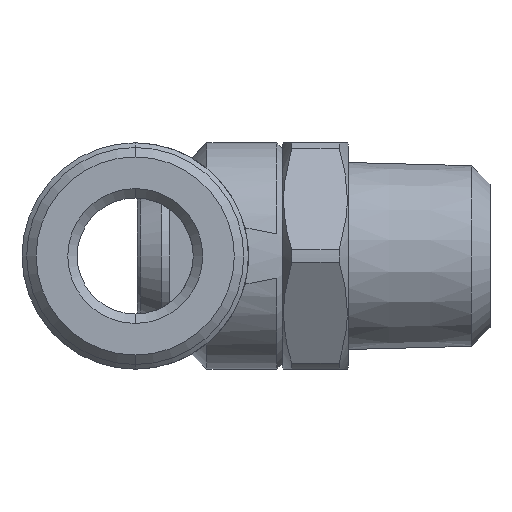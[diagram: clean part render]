
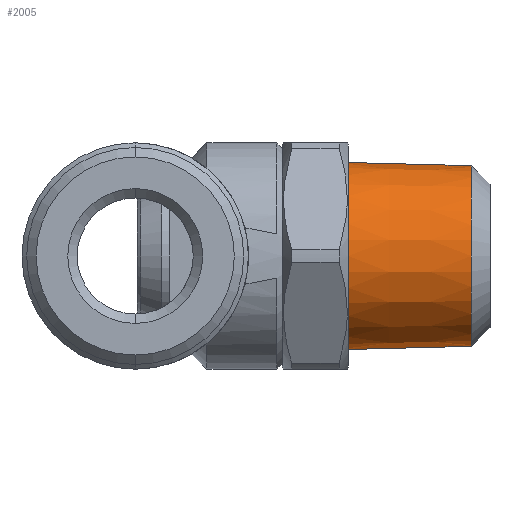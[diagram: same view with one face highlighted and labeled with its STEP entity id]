
A CAD part, left-side view. The second image highlights one B-rep face of the part: STEP entity #2005.
In plain terms, the highlighted conical face has half-angle 1.47 degrees and reference radius 4.954 mm.
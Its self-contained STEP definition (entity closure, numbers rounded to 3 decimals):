
#1 = VERTEX_POINT ( 'NONE', #1215 ) ;
#5 = VERTEX_POINT ( 'NONE', #1311 ) ;
#7 = VERTEX_POINT ( 'NONE', #1274 ) ;
#9 = VERTEX_POINT ( 'NONE', #1273 ) ;
#19 = EDGE_CURVE ( 'NONE', #5, #9, #1303, .T. ) ;
#24 = EDGE_CURVE ( 'NONE', #7, #1, #1315, .T. ) ;
#1109 = ORIENTED_EDGE ( 'NONE', *, *, #19, .F. ) ;
#1112 = EDGE_LOOP ( 'NONE', ( #1109, #1995, #1996, #1998 ) ) ;
#1215 = CARTESIAN_POINT ( 'NONE',  ( 0., -11.3, 4.954 ) ) ;
#1220 = DIRECTION ( 'NONE',  ( 0., 1., 0.026 ) ) ;
#1221 = VECTOR ( 'NONE', #1220, 1000. ) ;
#1222 = CARTESIAN_POINT ( 'NONE',  ( 0., -11.3, 4.954 ) ) ;
#1232 = DIRECTION ( 'NONE',  ( 0., 1., -0.026 ) ) ;
#1233 = VECTOR ( 'NONE', #1232, 1000. ) ;
#1234 = CARTESIAN_POINT ( 'NONE',  ( 0., -11.3, -4.954 ) ) ;
#1273 = CARTESIAN_POINT ( 'NONE',  ( 0., -11.3, -4.954 ) ) ;
#1274 = CARTESIAN_POINT ( 'NONE',  ( 0., -17.8, 4.787 ) ) ;
#1303 = LINE ( 'NONE', #1234, #1233 ) ;
#1311 = CARTESIAN_POINT ( 'NONE',  ( 0., -17.8, -4.787 ) ) ;
#1315 = LINE ( 'NONE', #1222, #1221 ) ;
#1978 = EDGE_CURVE ( 'NONE', #7, #5, #3434, .T. ) ;
#1979 = EDGE_CURVE ( 'NONE', #1, #9, #3430, .T. ) ;
#1995 = ORIENTED_EDGE ( 'NONE', *, *, #1978, .F. ) ;
#1996 = ORIENTED_EDGE ( 'NONE', *, *, #24, .T. ) ;
#1998 = ORIENTED_EDGE ( 'NONE', *, *, #1979, .T. ) ;
#2005 = ADVANCED_FACE ( 'NONE', ( #3498 ), #3490, .T. ) ;
#3426 = DIRECTION ( 'NONE',  ( 0., 0., -1. ) ) ;
#3427 = DIRECTION ( 'NONE',  ( 0., -1., 0. ) ) ;
#3428 = CARTESIAN_POINT ( 'NONE',  ( 0., -11.3, 0. ) ) ;
#3429 = AXIS2_PLACEMENT_3D ( 'NONE', #3428, #3427, #3426 ) ;
#3430 = CIRCLE ( 'NONE', #3429, 4.954 ) ;
#3431 = DIRECTION ( 'NONE',  ( 0., 0., -1. ) ) ;
#3432 = DIRECTION ( 'NONE',  ( 0., -1., 0. ) ) ;
#3433 = AXIS2_PLACEMENT_3D ( 'NONE', #3435, #3432, #3431 ) ;
#3434 = CIRCLE ( 'NONE', #3433, 4.787 ) ;
#3435 = CARTESIAN_POINT ( 'NONE',  ( 0., -17.8, 0. ) ) ;
#3487 = DIRECTION ( 'NONE',  ( 0., 1., 0. ) ) ;
#3490 = CONICAL_SURFACE ( 'NONE', #3499, 4.954, 0.026 ) ;
#3493 = DIRECTION ( 'NONE',  ( 0., 0., 1. ) ) ;
#3498 = FACE_OUTER_BOUND ( 'NONE', #1112, .T. ) ;
#3499 = AXIS2_PLACEMENT_3D ( 'NONE', #3504, #3487, #3493 ) ;
#3504 = CARTESIAN_POINT ( 'NONE',  ( 0., -11.3, 0. ) ) ;
